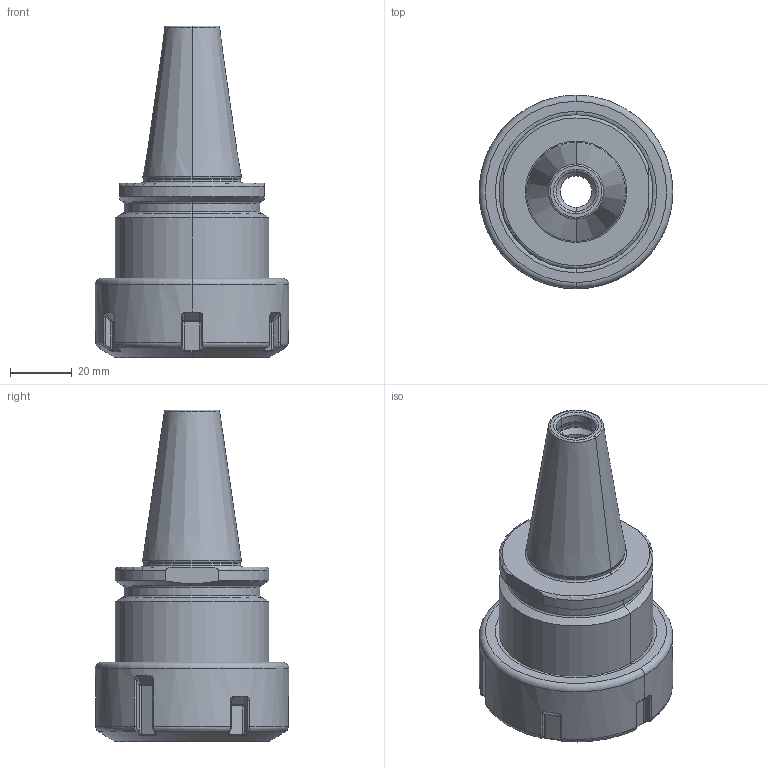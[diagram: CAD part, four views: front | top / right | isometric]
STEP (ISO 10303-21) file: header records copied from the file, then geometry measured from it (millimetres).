
FILE_DESCRIPTION((''),'2;1');
FILE_NAME('302_62_26','2020-09-15T',('104091'),(''),'CREO PARAMETRIC BY PTC INC, 2016260','CREO PARAMETRIC BY PTC INC, 2016260','');
FILE_SCHEMA(('CONFIG_CONTROL_DESIGN'));
Length unit declared in the file: millimetre
Products named in the file (1): 302_62_26
Bounding box: 62.9 x 62.9 x 107.8 mm (x, y, z)
Volume: 95306.1 mm3; surface area: 29367.8 mm2
Topology: 1 solids, 1 shells, 240 faces, 561 edges, 328 vertices
Faces by surface type: cylinder 58, bspline 58, plane 47, torus 43, cone 22, sphere 12
Entity records: 9515 total; most frequent: CARTESIAN_POINT 4397, ORIENTED_EDGE 1122, DIRECTION 952, EDGE_CURVE 561, AXIS2_PLACEMENT_3D 376, VERTEX_POINT 328, EDGE_LOOP 247, FACE_OUTER_BOUND 240
